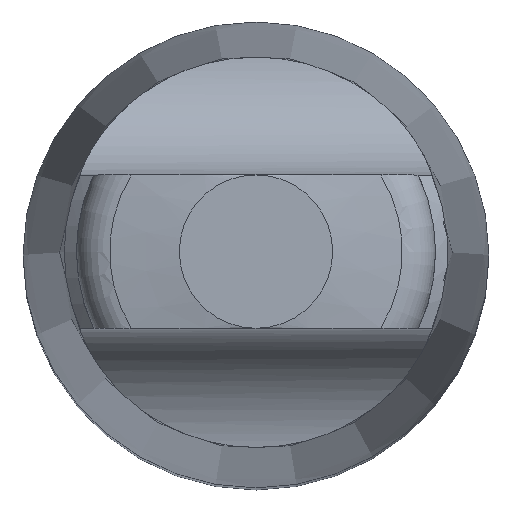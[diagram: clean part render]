
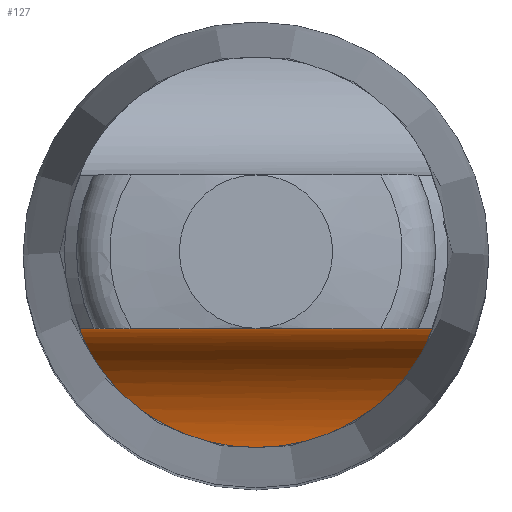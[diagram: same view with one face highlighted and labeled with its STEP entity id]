
A CAD part, top view. The second image highlights one B-rep face of the part: STEP entity #127.
In plain terms, the highlighted cylindrical face has radius 7 mm (diameter 14 mm), a partial arc.
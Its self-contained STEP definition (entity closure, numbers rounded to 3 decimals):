
#97=EDGE_CURVE('240[2]',#265,#266,#267,.T.);
#116=EDGE_CURVE('240[2]',#266,#265,#295,.T.);
#127=ADVANCED_FACE('240[2]',(#310),#311,.F.);
#265=VERTEX_POINT('',#492);
#266=VERTEX_POINT('',#493);
#267=B_SPLINE_CURVE_WITH_KNOTS('',3,(#494,#495,#496,#497,#498,#499,#500,#501,#502,#503,#504,#505,#506,#507,#508,#509,#510,#511,#512,#513,#514,#515,#516,#517,#518,#519,#520,#521,#522,#523,#524,#525,#526,#527,#528,#529,#530,#531,#532,#533,#534,#535,#536,#537,#538,#539,#540,#541,#542,#543,#544,#545,#546,#547,#548),.UNSPECIFIED.,.F.,.F.,(4,2,2,2,2,2,2,2,2,2,2,2,2,3,2,2,2,2,2,2,2,2,2,2,2,2,4),(-14.809,-14.682,-13.534,-12.386,-11.237,-10.089,-9.381,-8.673,-7.965,-7.257,-5.442,-3.628,-1.814,0.,1.814,3.628,5.442,7.257,7.965,8.673,9.381,10.089,11.237,12.386,13.534,14.682,14.809),.UNSPECIFIED.);
#295=LINE('',#602,#603);
#310=FACE_OUTER_BOUND('',#622,.T.);
#311=CYLINDRICAL_SURFACE('',#623,7.0);
#492=CARTESIAN_POINT('',(9.056,-3.95,81.));
#493=CARTESIAN_POINT('',(-9.056,-3.95,81.));
#494=CARTESIAN_POINT('',(9.056,-3.95,81.));
#495=CARTESIAN_POINT('',(9.057,-3.95,80.957));
#496=CARTESIAN_POINT('',(9.058,-3.95,80.915));
#497=CARTESIAN_POINT('',(9.068,-3.954,80.49));
#498=CARTESIAN_POINT('',(9.063,-3.99,80.093));
#499=CARTESIAN_POINT('',(9.021,-4.133,79.304));
#500=CARTESIAN_POINT('',(8.983,-4.239,78.91));
#501=CARTESIAN_POINT('',(8.868,-4.517,78.154));
#502=CARTESIAN_POINT('',(8.791,-4.687,77.791));
#503=CARTESIAN_POINT('',(8.593,-5.075,77.117));
#504=CARTESIAN_POINT('',(8.472,-5.291,76.807));
#505=CARTESIAN_POINT('',(8.245,-5.654,76.36));
#506=CARTESIAN_POINT('',(8.146,-5.804,76.191));
#507=CARTESIAN_POINT('',(7.921,-6.12,75.871));
#508=CARTESIAN_POINT('',(7.797,-6.285,75.719));
#509=CARTESIAN_POINT('',(7.525,-6.618,75.44));
#510=CARTESIAN_POINT('',(7.379,-6.786,75.312));
#511=CARTESIAN_POINT('',(7.072,-7.113,75.084));
#512=CARTESIAN_POINT('',(6.912,-7.272,74.984));
#513=CARTESIAN_POINT('',(6.339,-7.804,74.674));
#514=CARTESIAN_POINT('',(5.868,-8.173,74.507));
#515=CARTESIAN_POINT('',(4.834,-8.831,74.262));
#516=CARTESIAN_POINT('',(4.27,-9.121,74.182));
#517=CARTESIAN_POINT('',(3.09,-9.588,74.072));
#518=CARTESIAN_POINT('',(2.473,-9.766,74.042));
#519=CARTESIAN_POINT('',(1.23,-10.,74.006));
#520=CARTESIAN_POINT('',(0.605,-10.055,74.0));
#521=CARTESIAN_POINT('',(0.,-10.055,74.0));
#522=CARTESIAN_POINT('',(-0.605,-10.055,74.0));
#523=CARTESIAN_POINT('',(-1.23,-10.,74.006));
#524=CARTESIAN_POINT('',(-2.473,-9.766,74.042));
#525=CARTESIAN_POINT('',(-3.09,-9.588,74.072));
#526=CARTESIAN_POINT('',(-4.27,-9.121,74.182));
#527=CARTESIAN_POINT('',(-4.834,-8.831,74.262));
#528=CARTESIAN_POINT('',(-5.868,-8.173,74.507));
#529=CARTESIAN_POINT('',(-6.339,-7.804,74.674));
#530=CARTESIAN_POINT('',(-6.912,-7.272,74.984));
#531=CARTESIAN_POINT('',(-7.072,-7.113,75.084));
#532=CARTESIAN_POINT('',(-7.379,-6.786,75.312));
#533=CARTESIAN_POINT('',(-7.525,-6.618,75.44));
#534=CARTESIAN_POINT('',(-7.797,-6.285,75.719));
#535=CARTESIAN_POINT('',(-7.921,-6.12,75.871));
#536=CARTESIAN_POINT('',(-8.146,-5.804,76.191));
#537=CARTESIAN_POINT('',(-8.245,-5.654,76.36));
#538=CARTESIAN_POINT('',(-8.472,-5.291,76.807));
#539=CARTESIAN_POINT('',(-8.593,-5.075,77.117));
#540=CARTESIAN_POINT('',(-8.791,-4.687,77.791));
#541=CARTESIAN_POINT('',(-8.868,-4.517,78.154));
#542=CARTESIAN_POINT('',(-8.983,-4.239,78.91));
#543=CARTESIAN_POINT('',(-9.021,-4.133,79.304));
#544=CARTESIAN_POINT('',(-9.063,-3.99,80.093));
#545=CARTESIAN_POINT('',(-9.068,-3.954,80.49));
#546=CARTESIAN_POINT('',(-9.058,-3.95,80.915));
#547=CARTESIAN_POINT('',(-9.057,-3.95,80.957));
#548=CARTESIAN_POINT('',(-9.056,-3.95,81.));
#602=CARTESIAN_POINT('',(-98.0,-3.95,81.));
#603=VECTOR('',#1154,1.0);
#622=EDGE_LOOP('',(#1180,#1181));
#623=AXIS2_PLACEMENT_3D('',#1182,#1183,#1184);
#1154=DIRECTION('',(1.0,0.,0.));
#1180=ORIENTED_EDGE('',*,*,#97,.F.);
#1181=ORIENTED_EDGE('',*,*,#116,.F.);
#1182=CARTESIAN_POINT('',(-98.0,-10.95,80.943));
#1183=DIRECTION('',(-1.0,0.,0.));
#1184=DIRECTION('',(0.,0.,-1.0));
